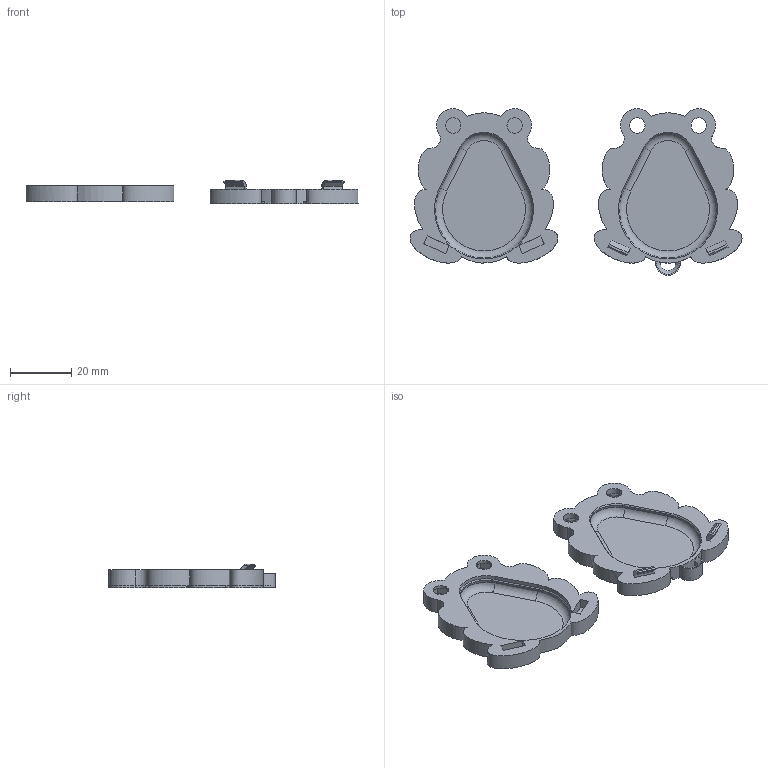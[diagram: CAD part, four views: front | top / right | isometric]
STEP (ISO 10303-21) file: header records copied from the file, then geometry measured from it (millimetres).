
FILE_DESCRIPTION(/* description */ (''),/* implementation_level */ '2;1');
FILE_NAME(/* name */ 'Keyfob v57.step',/* time_stamp */ '2026-01-03T10:06:25+01:00',/* author */ (''),/* organization */ (''),/* preprocessor_version */ 'ST-DEVELOPER v20.1',/* originating_system */ 'Autodesk Translation Framework v14.21.0.0',/* authorisation */ '');
FILE_SCHEMA (('AUTOMOTIVE_DESIGN { 1 0 10303 214 3 1 1 }'));
Length unit declared in the file: millimetre
Products named in the file (2): KeyfobFrogCase; KeyfobFrogCase_1
Assembly tree (1 placements, depth 2):
  KeyfobFrogCase
    KeyfobFrogCase_1
Bounding box: 108.25 x 54.37 x 7.8 mm (x, y, z)
Volume: 10816.9 mm3; surface area: 11371.2 mm2
Topology: 2 solids, 2 shells, 159 faces, 401 edges, 258 vertices
Faces by surface type: plane 78, bspline 36, cylinder 29, cone 8, torus 8
Full cylindrical faces by diameter (mm): 5 x4, 9 x2
Entity records: 5897 total; most frequent: CARTESIAN_POINT 2148, ORIENTED_EDGE 802, DIRECTION 716, EDGE_CURVE 401, VERTEX_POINT 258, AXIS2_PLACEMENT_3D 251, LINE 214, VECTOR 214
